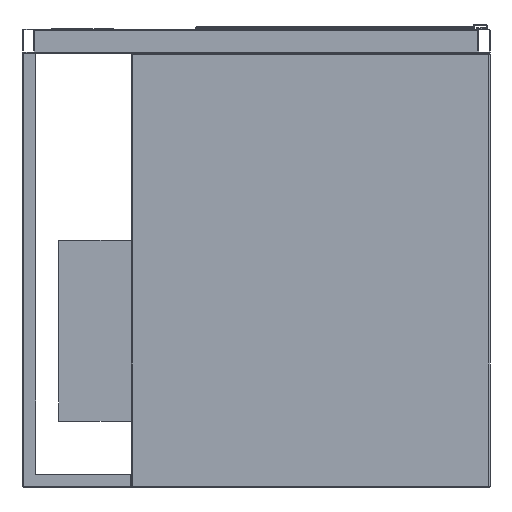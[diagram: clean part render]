
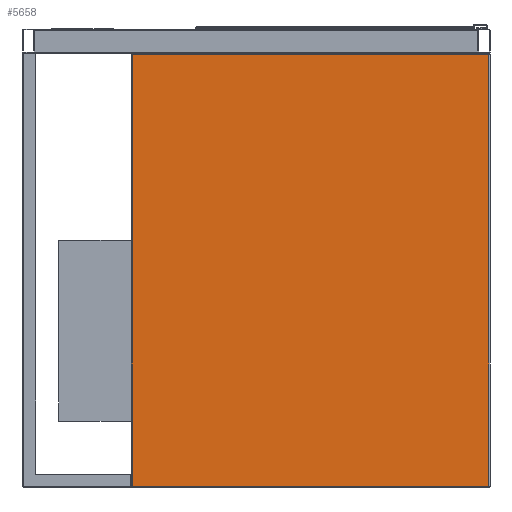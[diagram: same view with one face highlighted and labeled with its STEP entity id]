
A CAD part, front view. The second image highlights one B-rep face of the part: STEP entity #5658.
In plain terms, the highlighted planar face has unit normal (0, -1, 0).
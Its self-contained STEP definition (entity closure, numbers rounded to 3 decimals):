
#671 = EDGE_CURVE ( 'NONE', #11494, #3448, #14026, .T. ) ;
#1374 = VECTOR ( 'NONE', #10008, 1000. ) ;
#1771 = EDGE_CURVE ( 'NONE', #3448, #12514, #4035, .T. ) ;
#2157 = CARTESIAN_POINT ( 'NONE',  ( -297.5, -325., -758. ) ) ;
#2426 = ORIENTED_EDGE ( 'NONE', *, *, #4273, .T. ) ;
#2711 = PLANE ( 'NONE',  #10830 ) ;
#3262 = VERTEX_POINT ( 'NONE', #10679 ) ;
#3448 = VERTEX_POINT ( 'NONE', #11122 ) ;
#4035 = LINE ( 'NONE', #7704, #7245 ) ;
#4037 = VECTOR ( 'NONE', #15142, 1000. ) ;
#4273 = EDGE_CURVE ( 'NONE', #12514, #3262, #5697, .T. ) ;
#4324 = ORIENTED_EDGE ( 'NONE', *, *, #671, .T. ) ;
#4700 = VECTOR ( 'NONE', #13717, 1000. ) ;
#4842 = ORIENTED_EDGE ( 'NONE', *, *, #12372, .T. ) ;
#5133 = CARTESIAN_POINT ( 'NONE',  ( -297.5, -325., -760. ) ) ;
#5384 = LINE ( 'NONE', #8988, #1374 ) ;
#5596 = EDGE_LOOP ( 'NONE', ( #2426, #4842, #4324, #8388 ) ) ;
#5658 = ADVANCED_FACE ( 'Fl�che8', ( #13419 ), #2711, .T. ) ;
#5697 = LINE ( 'NONE', #15220, #4037 ) ;
#5768 = CARTESIAN_POINT ( 'NONE',  ( 295.5, -325., -42. ) ) ;
#6376 = DIRECTION ( 'NONE',  ( 0., 0., -1. ) ) ;
#7245 = VECTOR ( 'NONE', #14654, 1000. ) ;
#7704 = CARTESIAN_POINT ( 'NONE',  ( 295.5, -325., -760. ) ) ;
#8388 = ORIENTED_EDGE ( 'NONE', *, *, #1771, .T. ) ;
#8988 = CARTESIAN_POINT ( 'NONE',  ( -295.5, -325., -760. ) ) ;
#9921 = DIRECTION ( 'NONE',  ( 0., -1., 0. ) ) ;
#10008 = DIRECTION ( 'NONE',  ( 0., 0., -1. ) ) ;
#10679 = CARTESIAN_POINT ( 'NONE',  ( -295.5, -325., -42. ) ) ;
#10830 = AXIS2_PLACEMENT_3D ( 'NONE', #5133, #9921, #6376 ) ;
#11122 = CARTESIAN_POINT ( 'NONE',  ( 295.5, -325., -758. ) ) ;
#11494 = VERTEX_POINT ( 'NONE', #12240 ) ;
#12240 = CARTESIAN_POINT ( 'NONE',  ( -295.5, -325., -758. ) ) ;
#12372 = EDGE_CURVE ( 'NONE', #3262, #11494, #5384, .T. ) ;
#12514 = VERTEX_POINT ( 'NONE', #5768 ) ;
#13419 = FACE_OUTER_BOUND ( 'NONE', #5596, .T. ) ;
#13717 = DIRECTION ( 'NONE',  ( 1., 0., 0. ) ) ;
#14026 = LINE ( 'NONE', #2157, #4700 ) ;
#14654 = DIRECTION ( 'NONE',  ( 0., 0., 1. ) ) ;
#15142 = DIRECTION ( 'NONE',  ( -1., 0., 0. ) ) ;
#15220 = CARTESIAN_POINT ( 'NONE',  ( -297.5, -325., -42. ) ) ;
